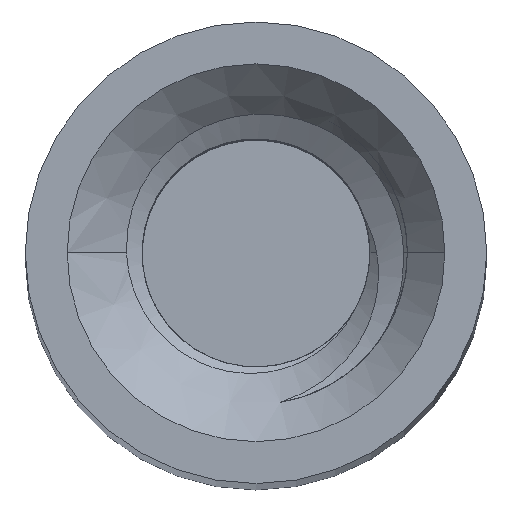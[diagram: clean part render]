
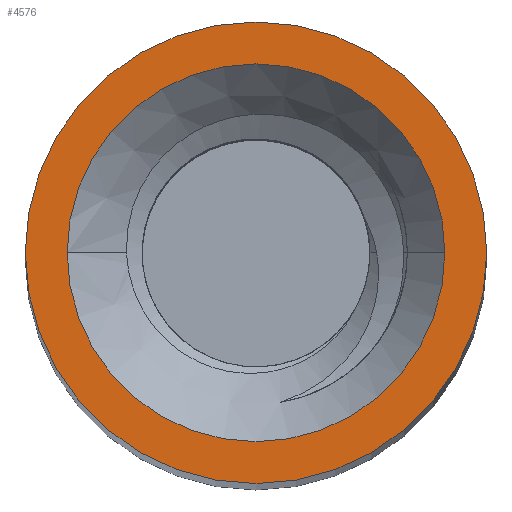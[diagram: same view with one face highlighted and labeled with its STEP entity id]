
A CAD part, top view. The second image highlights one B-rep face of the part: STEP entity #4576.
In plain terms, the highlighted planar face has unit normal (0, 0, 1).
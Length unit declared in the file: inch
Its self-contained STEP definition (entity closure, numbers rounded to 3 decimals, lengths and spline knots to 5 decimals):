
#23 = EDGE_LOOP ( 'NONE', ( #2595, #5834 ) ) ;
#313 = EDGE_CURVE ( 'NONE', #2426, #3499, #1711, .T. ) ;
#359 = DIRECTION ( 'NONE',  ( 0., 0., 1. ) ) ;
#428 = DIRECTION ( 'NONE',  ( 1., 0., 0. ) ) ;
#582 = CIRCLE ( 'NONE', #5690, 0.10231 ) ;
#626 = EDGE_LOOP ( 'NONE', ( #4130, #6616 ) ) ;
#858 = CARTESIAN_POINT ( 'NONE',  ( -0.125, 0., 1. ) ) ;
#1443 = EDGE_CURVE ( 'NONE', #5079, #3620, #3760, .T. ) ;
#1711 = CIRCLE ( 'NONE', #5258, 0.10231 ) ;
#2046 = DIRECTION ( 'NONE',  ( 0., 0., 1. ) ) ;
#2162 = CIRCLE ( 'NONE', #4596, 0.125 ) ;
#2426 = VERTEX_POINT ( 'NONE', #4417 ) ;
#2595 = ORIENTED_EDGE ( 'NONE', *, *, #1443, .T. ) ;
#2632 = PLANE ( 'NONE',  #6806 ) ;
#2806 = DIRECTION ( 'NONE',  ( 0., 0., 1. ) ) ;
#3334 = DIRECTION ( 'NONE',  ( 1., 0., 0. ) ) ;
#3499 = VERTEX_POINT ( 'NONE', #5404 ) ;
#3620 = VERTEX_POINT ( 'NONE', #6188 ) ;
#3661 = FACE_OUTER_BOUND ( 'NONE', #23, .T. ) ;
#3760 = CIRCLE ( 'NONE', #5476, 0.125 ) ;
#3896 = CARTESIAN_POINT ( 'NONE',  ( 0., 0., 1. ) ) ;
#4130 = ORIENTED_EDGE ( 'NONE', *, *, #4565, .T. ) ;
#4174 = CARTESIAN_POINT ( 'NONE',  ( 0., 0., 1. ) ) ;
#4222 = CARTESIAN_POINT ( 'NONE',  ( 0., 0., 1. ) ) ;
#4417 = CARTESIAN_POINT ( 'NONE',  ( -0.10231, 0., 1. ) ) ;
#4565 = EDGE_CURVE ( 'NONE', #3499, #2426, #582, .T. ) ;
#4576 = ADVANCED_FACE ( 'NONE', ( #4696, #3661 ), #2632, .T. ) ;
#4596 = AXIS2_PLACEMENT_3D ( 'NONE', #4174, #359, #6333 ) ;
#4633 = DIRECTION ( 'NONE',  ( 0., 0., -1. ) ) ;
#4696 = FACE_BOUND ( 'NONE', #626, .T. ) ;
#4767 = DIRECTION ( 'NONE',  ( 0., 0., -1. ) ) ;
#5079 = VERTEX_POINT ( 'NONE', #858 ) ;
#5128 = DIRECTION ( 'NONE',  ( 1., 0., 0. ) ) ;
#5258 = AXIS2_PLACEMENT_3D ( 'NONE', #6773, #4633, #5128 ) ;
#5271 = EDGE_CURVE ( 'NONE', #3620, #5079, #2162, .T. ) ;
#5313 = CARTESIAN_POINT ( 'NONE',  ( 0., 0., 1. ) ) ;
#5404 = CARTESIAN_POINT ( 'NONE',  ( 0.10231, 0., 1. ) ) ;
#5476 = AXIS2_PLACEMENT_3D ( 'NONE', #3896, #2806, #3334 ) ;
#5690 = AXIS2_PLACEMENT_3D ( 'NONE', #4222, #4767, #428 ) ;
#5834 = ORIENTED_EDGE ( 'NONE', *, *, #5271, .T. ) ;
#5878 = DIRECTION ( 'NONE',  ( 1., 0., 0. ) ) ;
#6188 = CARTESIAN_POINT ( 'NONE',  ( 0.125, 0., 1. ) ) ;
#6333 = DIRECTION ( 'NONE',  ( 1., 0., 0. ) ) ;
#6616 = ORIENTED_EDGE ( 'NONE', *, *, #313, .T. ) ;
#6773 = CARTESIAN_POINT ( 'NONE',  ( 0., 0., 1. ) ) ;
#6806 = AXIS2_PLACEMENT_3D ( 'NONE', #5313, #2046, #5878 ) ;
